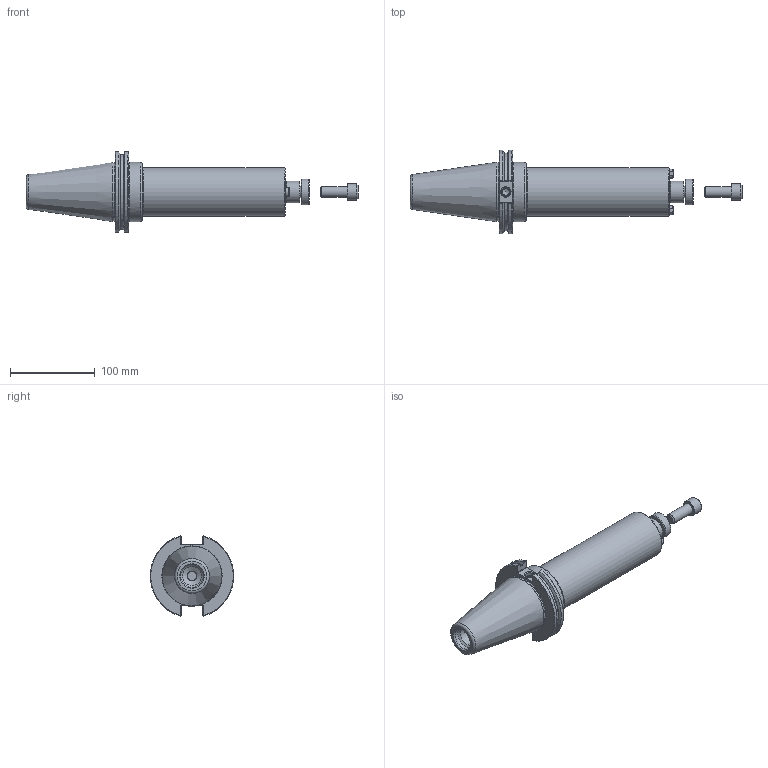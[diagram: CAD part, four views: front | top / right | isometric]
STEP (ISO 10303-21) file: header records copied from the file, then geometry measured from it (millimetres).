
FILE_DESCRIPTION((''),'2;1');
FILE_NAME('C50-10SM8.stp','2014-07-18T10:01:22',('kaykin'),(''),'Autodesk Inventor 2012','Autodesk Inventor 2012','');
FILE_SCHEMA(('AUTOMOTIVE_DESIGN { 1 0 10303 214 1 1 1 1 }'));
Length unit declared in the file: inch
Products named in the file (5): C50-10SM8; C50-10SM8-1; 028-188; 10KY; 10LS
Assembly tree (5 placements, depth 2):
  C50-10SM8
    C50-10SM8-1
    028-188
    10KY  x2
    10LS
Bounding box: 390.6 x 98.06 x 94.71 mm (x, y, z)
Volume: 776073.2 mm3; surface area: 99251.3 mm2
Topology: 5 solids, 5 shells, 177 faces, 421 edges, 268 vertices
Faces by surface type: plane 68, cylinder 48, cone 44, torus 9, bspline 8
Full cylindrical faces by diameter (mm): 3.048 x2, 7.925 x1, 8 x1, 8.636 x2, 9.004 x2, 9.512 x2, 9.652 x2, 10.135 x1, 11.328 x1, 12.7 x2, 13.716 x1, 18.872 x1, 21.971 x1, 23.866 x1, 25.39 x1, 26.365 x1, 29.972 x1, 57.15 x1, 69.342 x1, 69.85 x1
Entity records: 5247 total; most frequent: CARTESIAN_POINT 1721, DIRECTION 676, ORIENTED_EDGE 618, EDGE_CURVE 309, AXIS2_PLACEMENT_3D 278, EDGE_LOOP 232, VERTEX_POINT 227, FACE_OUTER_BOUND 159
